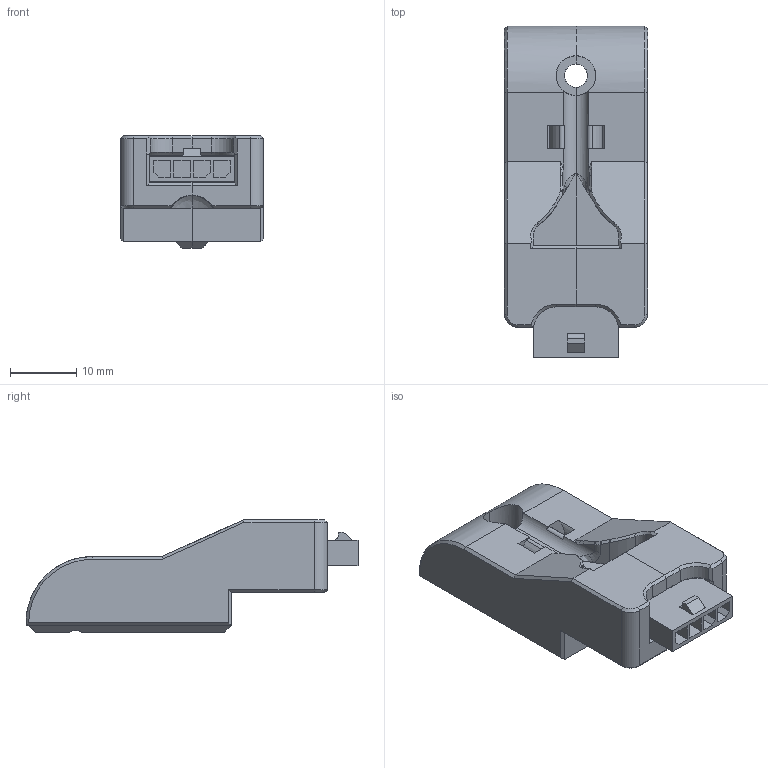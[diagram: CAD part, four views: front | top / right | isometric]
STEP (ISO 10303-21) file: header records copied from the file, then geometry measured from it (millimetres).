
FILE_DESCRIPTION(/* description */ (''),/* implementation_level */ '2;1');
FILE_NAME(/* name */ 'AB_Connector_Plug_1x4_no_clip v4.step',/* time_stamp */ '2021-10-10T21:09:29-04:00',/* author */ (''),/* organization */ (''),/* preprocessor_version */ 'ST-DEVELOPER v18.1',/* originating_system */ 'Autodesk Translation Framework v10.10.0.1391',/* authorisation */ '');
FILE_SCHEMA (('AUTOMOTIVE_DESIGN { 1 0 10303 214 3 1 1 }'));
Length unit declared in the file: millimetre
Products named in the file (2): AB_Connector_Plug_1x4_no_clip; Component3
Assembly tree (1 placements, depth 2):
  AB_Connector_Plug_1x4_no_clip
    Component3
Bounding box: 21.6 x 50.11 x 16.94 mm (x, y, z)
Volume: 9039.9 mm3; surface area: 6064.2 mm2
Topology: 3 solids, 3 shells, 237 faces, 632 edges, 404 vertices
Faces by surface type: plane 164, cylinder 35, bspline 22, cone 14, sphere 2
Full cylindrical faces by diameter (mm): 2 x4, 3.9 x2
Entity records: 7756 total; most frequent: CARTESIAN_POINT 1908, ORIENTED_EDGE 1260, DIRECTION 1112, EDGE_CURVE 630, LINE 460, VECTOR 460, VERTEX_POINT 404, AXIS2_PLACEMENT_3D 326
